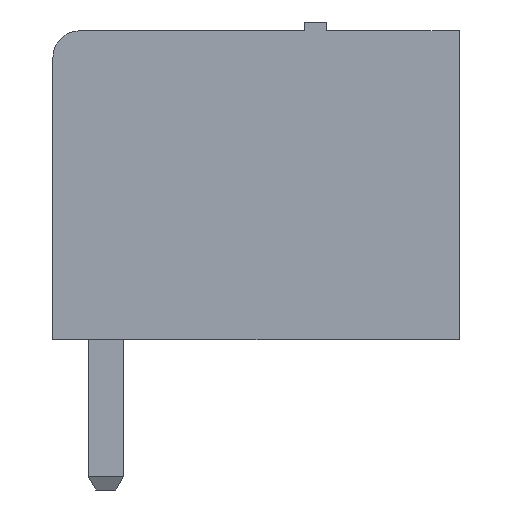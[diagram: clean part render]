
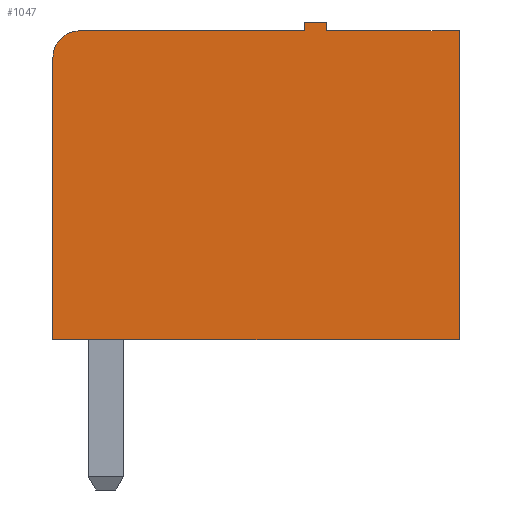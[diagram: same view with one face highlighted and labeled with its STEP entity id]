
A CAD part, front view. The second image highlights one B-rep face of the part: STEP entity #1047.
In plain terms, the highlighted planar face has unit normal (0, -1, 0).
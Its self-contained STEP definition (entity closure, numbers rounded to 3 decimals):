
#42 = ORIENTED_EDGE ( 'NONE', *, *, #3078, .T. ) ;
#43 = EDGE_CURVE ( 'NONE', #4075, #4208, #469, .T. ) ;
#68 = CARTESIAN_POINT ( 'NONE',  ( 0., 0., 7. ) ) ;
#127 = DIRECTION ( 'NONE',  ( 0., 0., 1. ) ) ;
#249 = DIRECTION ( 'NONE',  ( 0., 0., -1. ) ) ;
#259 = VERTEX_POINT ( 'NONE', #2275 ) ;
#337 = VECTOR ( 'NONE', #249, 1000. ) ;
#469 = LINE ( 'NONE', #5047, #843 ) ;
#657 = DIRECTION ( 'NONE',  ( 1., 0., 0. ) ) ;
#734 = VECTOR ( 'NONE', #1911, 1000. ) ;
#820 = EDGE_CURVE ( 'NONE', #2793, #3132, #3297, .T. ) ;
#843 = VECTOR ( 'NONE', #3523, 1000. ) ;
#854 = CARTESIAN_POINT ( 'NONE',  ( 5.7, 0., 7.2 ) ) ;
#915 = CARTESIAN_POINT ( 'NONE',  ( 0.6, 0., 7. ) ) ;
#925 = AXIS2_PLACEMENT_3D ( 'NONE', #4674, #5033, #127 ) ;
#968 = EDGE_CURVE ( 'NONE', #4543, #4293, #4717, .T. ) ;
#982 = CARTESIAN_POINT ( 'NONE',  ( 9.2, 0., 7. ) ) ;
#1047 = ADVANCED_FACE ( 'NONE', ( #1681 ), #3791, .F. ) ;
#1217 = ORIENTED_EDGE ( 'NONE', *, *, #3417, .F. ) ;
#1273 = ORIENTED_EDGE ( 'NONE', *, *, #968, .F. ) ;
#1388 = VECTOR ( 'NONE', #2518, 1000. ) ;
#1436 = EDGE_LOOP ( 'NONE', ( #3520, #42, #3889, #3253, #4699, #1273, #4287, #1217, #3360 ) ) ;
#1568 = VECTOR ( 'NONE', #657, 1000. ) ;
#1647 = DIRECTION ( 'NONE',  ( 1., 0., 0. ) ) ;
#1681 = FACE_OUTER_BOUND ( 'NONE', #1436, .T. ) ;
#1911 = DIRECTION ( 'NONE',  ( 0., 0., -1. ) ) ;
#2017 = CARTESIAN_POINT ( 'NONE',  ( 9.2, 0., 0. ) ) ;
#2181 = DIRECTION ( 'NONE',  ( 0., 0., -1. ) ) ;
#2275 = CARTESIAN_POINT ( 'NONE',  ( 5.7, 0., 7.2 ) ) ;
#2341 = LINE ( 'NONE', #5337, #4851 ) ;
#2471 = CARTESIAN_POINT ( 'NONE',  ( 0., 0., 7. ) ) ;
#2518 = DIRECTION ( 'NONE',  ( 1., 0., 0. ) ) ;
#2676 = CARTESIAN_POINT ( 'NONE',  ( 9.2, 0., 7. ) ) ;
#2766 = LINE ( 'NONE', #2676, #337 ) ;
#2793 = VERTEX_POINT ( 'NONE', #915 ) ;
#2917 = CIRCLE ( 'NONE', #4869, 0.6 ) ;
#3078 = EDGE_CURVE ( 'NONE', #2793, #4075, #2917, .T. ) ;
#3093 = LINE ( 'NONE', #3959, #734 ) ;
#3132 = VERTEX_POINT ( 'NONE', #5028 ) ;
#3149 = CARTESIAN_POINT ( 'NONE',  ( 6.2, 0., 7. ) ) ;
#3225 = EDGE_CURVE ( 'NONE', #259, #3132, #5231, .T. ) ;
#3253 = ORIENTED_EDGE ( 'NONE', *, *, #3733, .T. ) ;
#3297 = LINE ( 'NONE', #2471, #4393 ) ;
#3305 = DIRECTION ( 'NONE',  ( 1., 0., 0. ) ) ;
#3360 = ORIENTED_EDGE ( 'NONE', *, *, #3225, .T. ) ;
#3417 = EDGE_CURVE ( 'NONE', #259, #4628, #3823, .T. ) ;
#3520 = ORIENTED_EDGE ( 'NONE', *, *, #820, .F. ) ;
#3523 = DIRECTION ( 'NONE',  ( 0., 0., -1. ) ) ;
#3618 = VECTOR ( 'NONE', #2181, 1000. ) ;
#3694 = DIRECTION ( 'NONE',  ( 0., -1., 0. ) ) ;
#3716 = CARTESIAN_POINT ( 'NONE',  ( 0., 0., 0. ) ) ;
#3733 = EDGE_CURVE ( 'NONE', #4208, #3743, #2341, .T. ) ;
#3742 = CARTESIAN_POINT ( 'NONE',  ( 0.6, 0., 6.4 ) ) ;
#3743 = VERTEX_POINT ( 'NONE', #2017 ) ;
#3791 = PLANE ( 'NONE',  #925 ) ;
#3823 = LINE ( 'NONE', #5315, #1388 ) ;
#3889 = ORIENTED_EDGE ( 'NONE', *, *, #43, .T. ) ;
#3959 = CARTESIAN_POINT ( 'NONE',  ( 6.2, 0., 7.2 ) ) ;
#4075 = VERTEX_POINT ( 'NONE', #4871 ) ;
#4208 = VERTEX_POINT ( 'NONE', #3716 ) ;
#4221 = DIRECTION ( 'NONE',  ( 0., 0., 1. ) ) ;
#4287 = ORIENTED_EDGE ( 'NONE', *, *, #4491, .F. ) ;
#4293 = VERTEX_POINT ( 'NONE', #982 ) ;
#4393 = VECTOR ( 'NONE', #3305, 1000. ) ;
#4491 = EDGE_CURVE ( 'NONE', #4628, #4543, #3093, .T. ) ;
#4543 = VERTEX_POINT ( 'NONE', #3149 ) ;
#4628 = VERTEX_POINT ( 'NONE', #5266 ) ;
#4674 = CARTESIAN_POINT ( 'NONE',  ( 0., 0., 7. ) ) ;
#4699 = ORIENTED_EDGE ( 'NONE', *, *, #5059, .F. ) ;
#4717 = LINE ( 'NONE', #68, #1568 ) ;
#4851 = VECTOR ( 'NONE', #1647, 1000. ) ;
#4869 = AXIS2_PLACEMENT_3D ( 'NONE', #3742, #3694, #4221 ) ;
#4871 = CARTESIAN_POINT ( 'NONE',  ( 0., 0., 6.4 ) ) ;
#5028 = CARTESIAN_POINT ( 'NONE',  ( 5.7, 0., 7. ) ) ;
#5033 = DIRECTION ( 'NONE',  ( 0., 1., 0. ) ) ;
#5047 = CARTESIAN_POINT ( 'NONE',  ( 0., 0., 7. ) ) ;
#5059 = EDGE_CURVE ( 'NONE', #4293, #3743, #2766, .T. ) ;
#5231 = LINE ( 'NONE', #854, #3618 ) ;
#5266 = CARTESIAN_POINT ( 'NONE',  ( 6.2, 0., 7.2 ) ) ;
#5315 = CARTESIAN_POINT ( 'NONE',  ( 6.2, 0., 7.2 ) ) ;
#5337 = CARTESIAN_POINT ( 'NONE',  ( 0., 0., 0. ) ) ;
